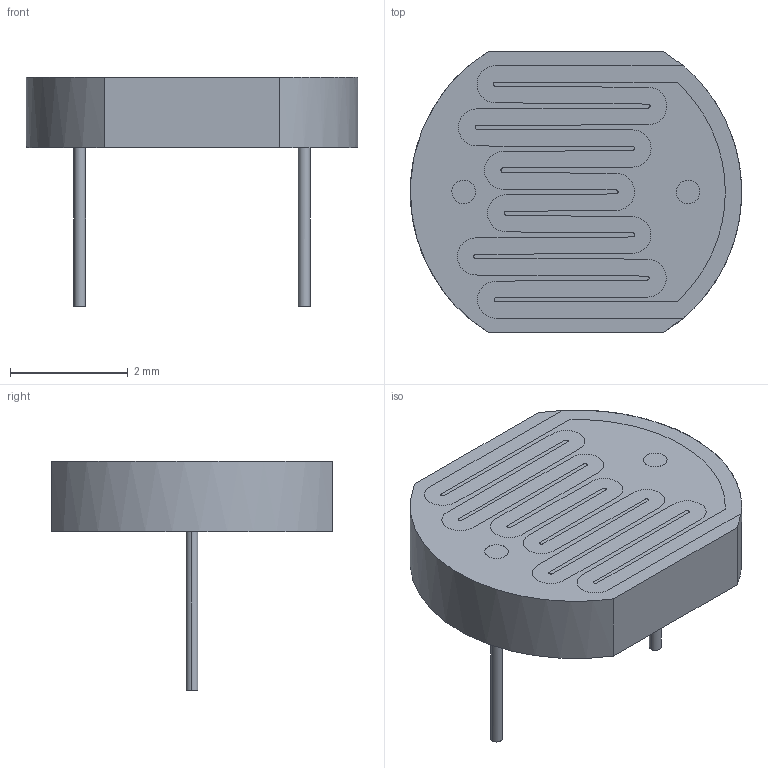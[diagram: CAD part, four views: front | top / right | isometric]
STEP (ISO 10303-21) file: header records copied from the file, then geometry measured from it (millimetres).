
FILE_DESCRIPTION(('FreeCAD Model'),'2;1');
FILE_NAME('Scale.step','2017-08-26T23:55:27',('Author'),('' ),'Open CASCADE STEP processor 6.8','FreeCAD','Unknown');
FILE_SCHEMA(('AUTOMOTIVE_DESIGN_CC2 { 1 2 10303 214 -1 1 5 4 }'));
Length unit declared in the file: millimetre
Products named in the file (1): Scale
Bounding box: 5.62 x 4.78 x 3.89 mm (x, y, z)
Volume: 27.7 mm3; surface area: 71.3 mm2
Topology: 1 solids, 3 shells, 86 faces, 920 edges, 845 vertices
Faces by surface type: bspline 86
Entity records: 19441 total; most frequent: CARTESIAN_POINT 7606, B_SPLINE_CURVE_WITH_KNOTS 2660, ORIENTED_EDGE 1840, PCURVE 1840, DEFINITIONAL_REPRESENTATION 1840, EDGE_CURVE 920, SURFACE_CURVE 920, VERTEX_POINT 845
